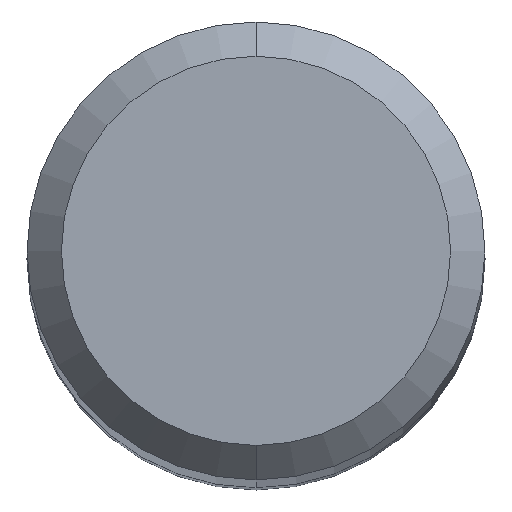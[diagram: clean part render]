
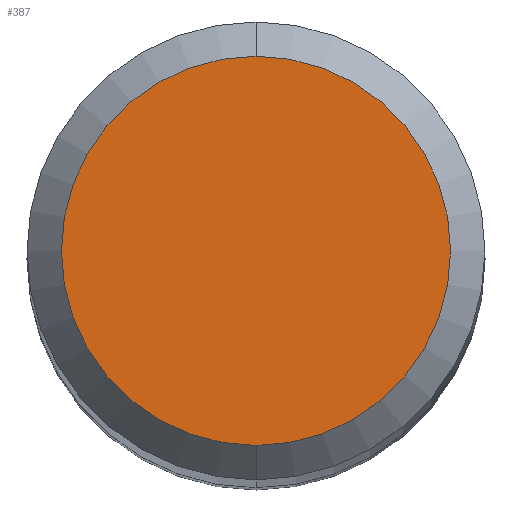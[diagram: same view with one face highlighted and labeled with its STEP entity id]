
A CAD part, top view. The second image highlights one B-rep face of the part: STEP entity #387.
In plain terms, the highlighted planar face has unit normal (0, 0, 1).
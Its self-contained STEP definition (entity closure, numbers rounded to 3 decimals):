
#193=EDGE_CURVE('',#239,#285,#473,.T.);
#239=VERTEX_POINT('',#525);
#261=EDGE_CURVE('',#285,#239,#550,.T.);
#285=VERTEX_POINT('',#575);
#387=ADVANCED_FACE('',(#685),#686,.T.);
#473=CIRCLE('',#787,1.7);
#525=CARTESIAN_POINT('',(0.,-1.7,0.0));
#550=CIRCLE('',#947,1.7);
#575=CARTESIAN_POINT('',(0.0,1.7,0.0));
#685=FACE_OUTER_BOUND('',#1245,.T.);
#686=PLANE('',#1246);
#787=AXIS2_PLACEMENT_3D('',#1374,#1375,#1376);
#947=AXIS2_PLACEMENT_3D('',#1464,#1465,#1466);
#1245=EDGE_LOOP('',(#1597,#1598));
#1246=AXIS2_PLACEMENT_3D('',#1599,#1600,#1601);
#1374=CARTESIAN_POINT('',(0.0,0.0,0.0));
#1375=DIRECTION('',(0.0,0.0,-1.0));
#1376=DIRECTION('',(0.0,1.0,0.0));
#1464=CARTESIAN_POINT('',(0.0,0.0,0.0));
#1465=DIRECTION('',(0.0,0.0,-1.0));
#1466=DIRECTION('',(0.0,1.0,0.0));
#1597=ORIENTED_EDGE('',*,*,#261,.F.);
#1598=ORIENTED_EDGE('',*,*,#193,.F.);
#1599=CARTESIAN_POINT('',(0.0,0.85,0.0));
#1600=DIRECTION('',(-0.0,0.0,1.0));
#1601=DIRECTION('',(0.0,-1.0,0.0));
